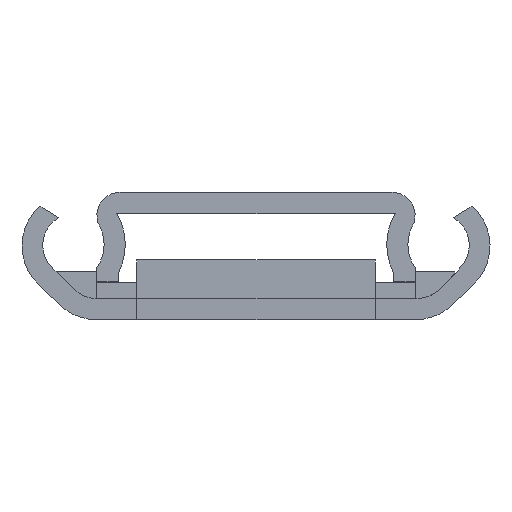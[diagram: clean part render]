
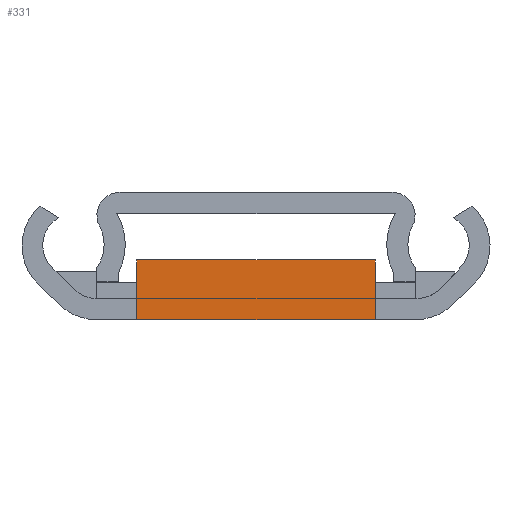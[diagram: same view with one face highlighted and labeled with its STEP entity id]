
A CAD part, left-side view. The second image highlights one B-rep face of the part: STEP entity #331.
In plain terms, the highlighted face is planar.
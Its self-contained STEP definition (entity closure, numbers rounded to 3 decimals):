
#112 = CARTESIAN_POINT ( 'NONE',  ( 1.6, 9., -251.6 ) ) ;
#154 = CARTESIAN_POINT ( 'NONE',  ( 4.5, 9., -251.6 ) ) ;
#176 = VECTOR ( 'NONE', #857, 1000. ) ;
#277 = LINE ( 'NONE', #4302, #2952 ) ;
#292 = ORIENTED_EDGE ( 'NONE', *, *, #965, .F. ) ;
#331 = ADVANCED_FACE ( 'NONE', ( #2988 ), #3210, .F. ) ;
#357 = LINE ( 'NONE', #4373, #4393 ) ;
#489 = VERTEX_POINT ( 'NONE', #2985 ) ;
#603 = VERTEX_POINT ( 'NONE', #3261 ) ;
#857 = DIRECTION ( 'NONE',  ( 1., 0., 0. ) ) ;
#965 = EDGE_CURVE ( 'NONE', #3637, #1325, #357, .T. ) ;
#1144 = DIRECTION ( 'NONE',  ( 0., -1., 0. ) ) ;
#1187 = CARTESIAN_POINT ( 'NONE',  ( 1.6, -9., -251.6 ) ) ;
#1262 = EDGE_CURVE ( 'NONE', #489, #603, #2084, .T. ) ;
#1310 = EDGE_CURVE ( 'NONE', #1325, #2462, #2569, .T. ) ;
#1325 = VERTEX_POINT ( 'NONE', #154 ) ;
#1326 = CARTESIAN_POINT ( 'NONE',  ( 0., 9., -251.6 ) ) ;
#1602 = CARTESIAN_POINT ( 'NONE',  ( 0., 9., -251.6 ) ) ;
#1634 = DIRECTION ( 'NONE',  ( -1., 0., 0. ) ) ;
#1779 = CARTESIAN_POINT ( 'NONE',  ( 4.5, -9., -251.6 ) ) ;
#1798 = LINE ( 'NONE', #1326, #176 ) ;
#1815 = DIRECTION ( 'NONE',  ( 1., 0., 0. ) ) ;
#1883 = EDGE_CURVE ( 'NONE', #603, #3666, #277, .T. ) ;
#1904 = VECTOR ( 'NONE', #2868, 1000. ) ;
#2023 = VECTOR ( 'NONE', #1144, 1000. ) ;
#2084 = LINE ( 'NONE', #1602, #2023 ) ;
#2111 = CARTESIAN_POINT ( 'NONE',  ( 4.5, 9., -251.6 ) ) ;
#2236 = EDGE_LOOP ( 'NONE', ( #4181, #4065, #292, #2568, #3960, #4354 ) ) ;
#2278 = DIRECTION ( 'NONE',  ( 0., 0., 1. ) ) ;
#2462 = VERTEX_POINT ( 'NONE', #112 ) ;
#2531 = AXIS2_PLACEMENT_3D ( 'NONE', #2756, #2278, #1815 ) ;
#2568 = ORIENTED_EDGE ( 'NONE', *, *, #3747, .T. ) ;
#2569 = LINE ( 'NONE', #2111, #4227 ) ;
#2756 = CARTESIAN_POINT ( 'NONE',  ( 0., 9., -251.6 ) ) ;
#2868 = DIRECTION ( 'NONE',  ( -1., 0., 0. ) ) ;
#2952 = VECTOR ( 'NONE', #3859, 1000. ) ;
#2985 = CARTESIAN_POINT ( 'NONE',  ( 0., 9., -251.6 ) ) ;
#2988 = FACE_OUTER_BOUND ( 'NONE', #2236, .T. ) ;
#3210 = PLANE ( 'NONE',  #2531 ) ;
#3261 = CARTESIAN_POINT ( 'NONE',  ( 0., -9., -251.6 ) ) ;
#3315 = CARTESIAN_POINT ( 'NONE',  ( 4.5, -9., -251.6 ) ) ;
#3637 = VERTEX_POINT ( 'NONE', #1779 ) ;
#3666 = VERTEX_POINT ( 'NONE', #1187 ) ;
#3713 = EDGE_CURVE ( 'NONE', #489, #2462, #1798, .T. ) ;
#3747 = EDGE_CURVE ( 'NONE', #3637, #3666, #3779, .T. ) ;
#3779 = LINE ( 'NONE', #3315, #1904 ) ;
#3859 = DIRECTION ( 'NONE',  ( 1., 0., 0. ) ) ;
#3921 = DIRECTION ( 'NONE',  ( 0., 1., 0. ) ) ;
#3960 = ORIENTED_EDGE ( 'NONE', *, *, #1883, .F. ) ;
#4065 = ORIENTED_EDGE ( 'NONE', *, *, #1310, .F. ) ;
#4181 = ORIENTED_EDGE ( 'NONE', *, *, #3713, .T. ) ;
#4227 = VECTOR ( 'NONE', #1634, 1000. ) ;
#4302 = CARTESIAN_POINT ( 'NONE',  ( 0., -9., -251.6 ) ) ;
#4354 = ORIENTED_EDGE ( 'NONE', *, *, #1262, .F. ) ;
#4373 = CARTESIAN_POINT ( 'NONE',  ( 4.5, 9., -251.6 ) ) ;
#4393 = VECTOR ( 'NONE', #3921, 1000. ) ;
